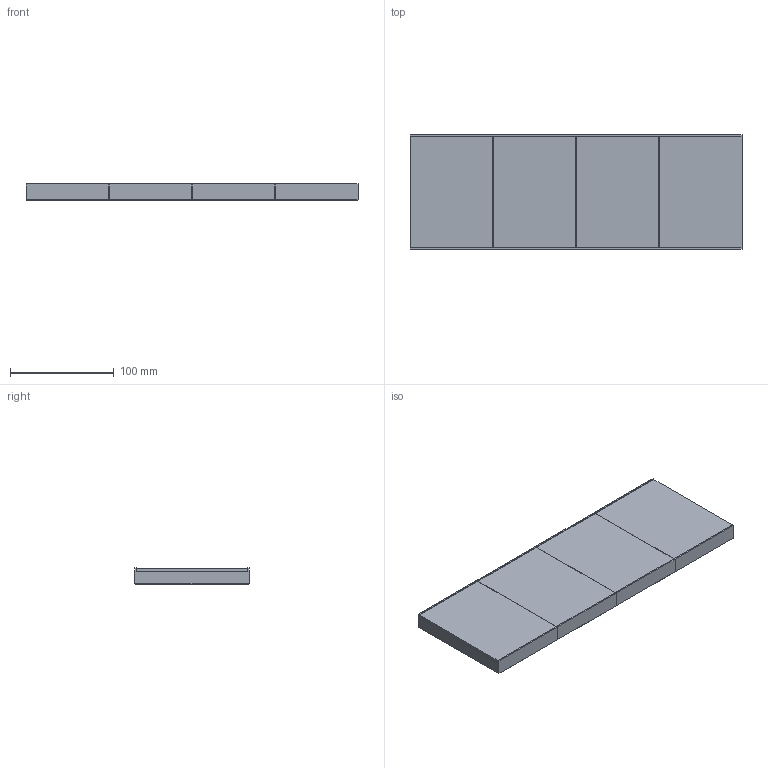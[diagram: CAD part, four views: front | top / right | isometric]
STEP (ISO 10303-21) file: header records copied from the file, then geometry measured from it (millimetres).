
FILE_DESCRIPTION(/* description */ (''),/* implementation_level */ '2;1');
FILE_NAME(/* name */ 'NeoClock Big - single diffuser.step',/* time_stamp */ '2023-02-21T12:39:16-06:00',/* author */ (''),/* organization */ (''),/* preprocessor_version */ 'ST-DEVELOPER v19.2',/* originating_system */ 'Autodesk Translation Framework v11.17.0.187',/* authorisation */ '');
FILE_SCHEMA (('AUTOMOTIVE_DESIGN { 1 0 10303 214 3 1 1 }'));
Length unit declared in the file: millimetre
Products named in the file (3): NeoClock Big i3d r01; Difusor; Separador
Assembly tree (2 placements, depth 2):
  NeoClock Big i3d r01
    Difusor
    Separador
Bounding box: 319.8 x 110 x 15.5 mm (x, y, z)
Volume: 259846.3 mm3; surface area: 189907.7 mm2
Topology: 8 solids, 8 shells, 588 faces, 1652 edges, 1076 vertices
Faces by surface type: plane 380, cylinder 184, cone 24
Full cylindrical faces by diameter (mm): 1 x26, 2.8 x16, 5.624 x3, 5.68 x3, 12 x8
Entity records: 19397 total; most frequent: CARTESIAN_POINT 3393, ORIENTED_EDGE 3304, DIRECTION 3214, EDGE_CURVE 1652, LINE 1228, VECTOR 1228, VERTEX_POINT 1076, AXIS2_PLACEMENT_3D 993
